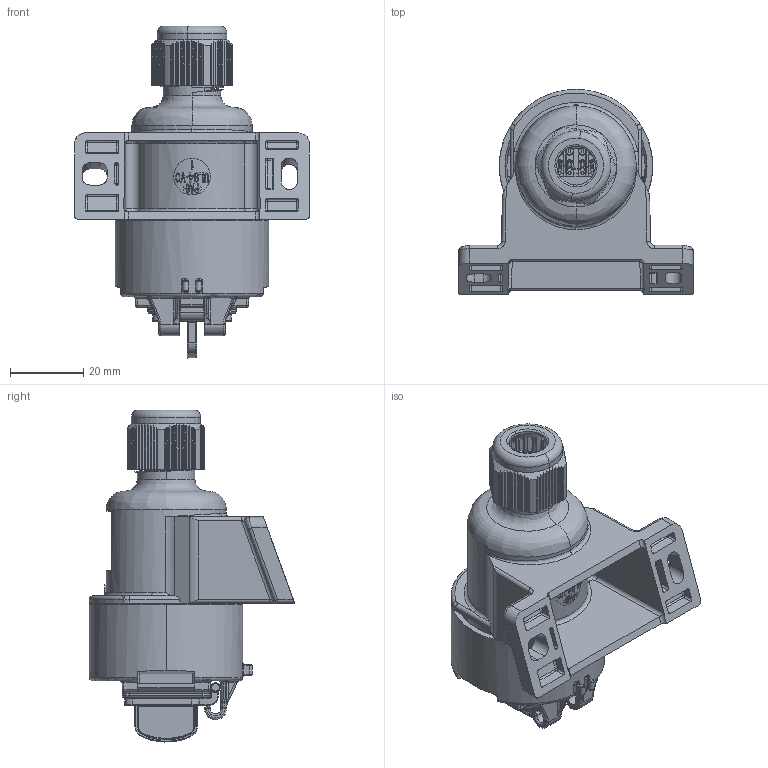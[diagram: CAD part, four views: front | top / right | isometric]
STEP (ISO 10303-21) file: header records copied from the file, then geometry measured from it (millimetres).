
FILE_DESCRIPTION (( 'STEP AP214' ), '1' );
FILE_NAME ('J00020A0436H50.STEP', '2014-08-13T10:02:57', ( '' ), ( '' ), 'SwSTEP 2.0', 'SolidWorks 2014', '' );
FILE_SCHEMA (( 'AUTOMOTIVE_DESIGN' ));
Length unit declared in the file: millimetre
Products named in the file (32): J00029A0035-13; J00029A0035-12; J00029A0035-11; J00029A0035-10; J00029A0035-9; b07002A0027_montiert; J00029A0035-8; J00020A0436-3; J00029A0035-7; J00029A0035; J00029A0035-6; J00029A0035-26; J00029A0035-5; J00029A0035-25; J00029A0035-4; J00029A0035-24; J00029A0035-3; J00029A0035-23; J00029A0035-2; J00029A0035-22; J00029A0035-1; J00029A0035-21; J00020A0436-2; J00029A0035-19; B00012A0015; J00029A0035-18; J00020A0436-4; J00029A0035-17; J00020A0436H50; J00029A0035-16; J00029A0035-15
Assembly tree (31 placements, depth 4):
  J00020A0436H50
    J00020A0436-4
    B00012A0015
    J00020A0436-2
    J00029A0035
      J00029A0035-1
      J00029A0035-2
      J00029A0035-3
      J00029A0035-4
      J00029A0035-5
      J00029A0035-6
      J00029A0035-7
      J00029A0035-1
        J00029A0035-8
        J00029A0035-9
        J00029A0035-10
        J00029A0035-11
        J00029A0035-12
        J00029A0035-13
        J00029A0035-15
        J00029A0035-16
        J00029A0035-17
      J00029A0035-18
      J00029A0035-19
      J00029A0035-21
      J00029A0035-22
      J00029A0035-23
      J00029A0035-24
      J00029A0035-25
      J00029A0035-26
    J00020A0436-3
    b07002A0027_montiert
Bounding box: 64 x 55.9 x 90.43 mm (x, y, z)
Volume: 20736.1 mm3; surface area: 50388.3 mm2
Topology: 27 solids, 30 shells, 5085 faces, 13607 edges, 8618 vertices
Faces by surface type: plane 2986, cylinder 1258, bspline 587, cone 188, torus 64, sphere 2
Entity records: 195680 total; most frequent: CARTESIAN_POINT 74274, ORIENTED_EDGE 27108, DIRECTION 22389, EDGE_CURVE 13564, VERTEX_POINT 8615, VECTOR 8551, LINE 8551, AXIS2_PLACEMENT_3D 6919
